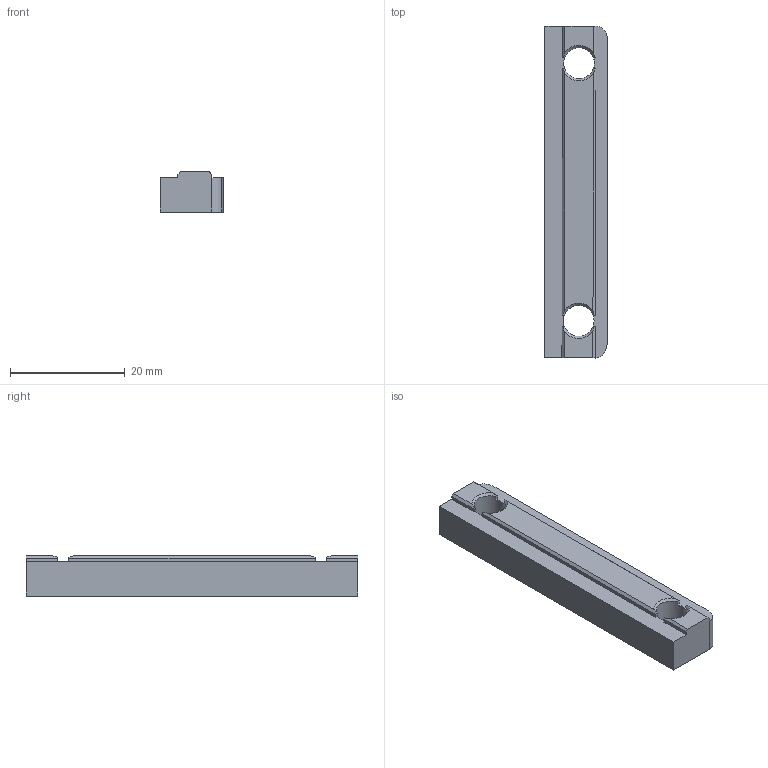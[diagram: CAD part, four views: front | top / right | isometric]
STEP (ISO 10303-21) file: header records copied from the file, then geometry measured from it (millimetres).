
FILE_DESCRIPTION(/* description */ (''),/* implementation_level */ '2;1');
FILE_NAME(/* name */ 'TinyFan_Extrusion_2pc_90_A_Top.stp',/* time_stamp */ '2022-09-18T18:18:36+02:00',/* author */ ('Rama'),/* organization */ (''),/* preprocessor_version */ 'ST-DEVELOPER v19.2',/* originating_system */ 'Autodesk Inventor 2023',/* authorisation */ '');
FILE_SCHEMA (('AUTOMOTIVE_DESIGN { 1 0 10303 214 3 1 1 }'));
Length unit declared in the file: millimetre
Products named in the file (1): Extrusion_Mount
Bounding box: 11.1 x 57.98 x 7 mm (x, y, z)
Volume: 3466.9 mm3; surface area: 2626.8 mm2
Topology: 1 solids, 1 shells, 328 faces, 791 edges, 469 vertices
Faces by surface type: plane 236, bspline 78, cylinder 8, cone 6
Full cylindrical faces by diameter (mm): 5.4 x2
Entity records: 11453 total; most frequent: CARTESIAN_POINT 4406, ORIENTED_EDGE 1582, DIRECTION 1177, EDGE_CURVE 791, LINE 587, VECTOR 587, VERTEX_POINT 469, EDGE_LOOP 336
